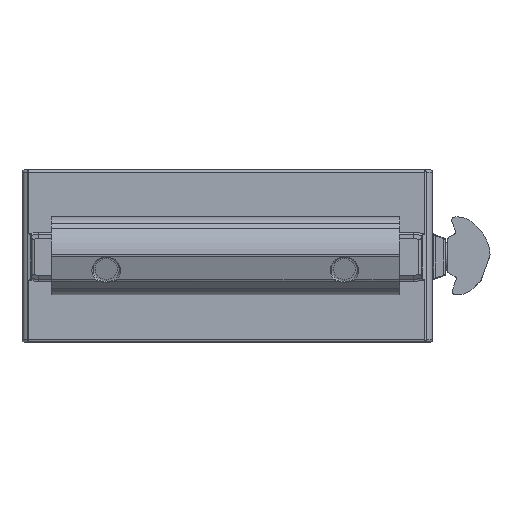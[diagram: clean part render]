
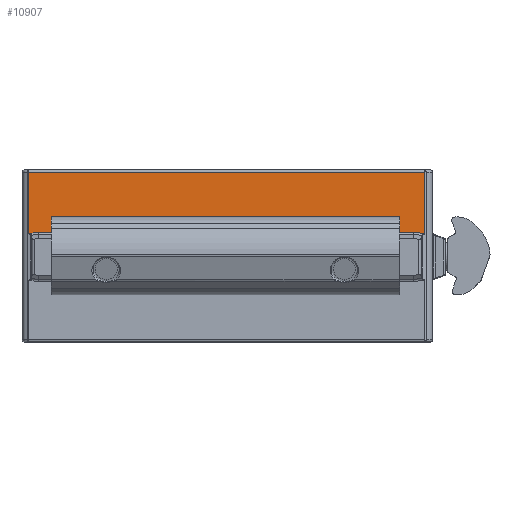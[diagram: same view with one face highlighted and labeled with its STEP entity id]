
A CAD part, left-side view. The second image highlights one B-rep face of the part: STEP entity #10907.
In plain terms, the highlighted planar face has unit normal (-1, 0, 0).
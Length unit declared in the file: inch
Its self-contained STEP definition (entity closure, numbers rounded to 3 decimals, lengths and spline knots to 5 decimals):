
#346 = CARTESIAN_POINT ( 'NONE',  ( 0., 3.60553, -0.01969 ) ) ;
#514 = EDGE_LOOP ( 'NONE', ( #13978, #2046, #8492, #1103, #13848, #7873 ) ) ;
#878 = VERTEX_POINT ( 'NONE', #14220 ) ;
#1103 = ORIENTED_EDGE ( 'NONE', *, *, #5543, .F. ) ;
#1467 = LINE ( 'NONE', #3600, #5617 ) ;
#1472 = DIRECTION ( 'NONE',  ( 0., 0.996, -0.087 ) ) ;
#1769 = EDGE_CURVE ( 'NONE', #3850, #6622, #8612, .T. ) ;
#2046 = ORIENTED_EDGE ( 'NONE', *, *, #1769, .T. ) ;
#2658 = CARTESIAN_POINT ( 'NONE',  ( 0., 3.60553, -0.56516 ) ) ;
#3600 = CARTESIAN_POINT ( 'NONE',  ( 0., -0.53314, -0.6191 ) ) ;
#3773 = DIRECTION ( 'NONE',  ( 0., 1., 0. ) ) ;
#3850 = VERTEX_POINT ( 'NONE', #9783 ) ;
#4103 = DIRECTION ( 'NONE',  ( 0., 1., 0. ) ) ;
#4428 = VECTOR ( 'NONE', #6336, 39.37008 ) ;
#4450 = AXIS2_PLACEMENT_3D ( 'NONE', #5211, #10766, #4103 ) ;
#5211 = CARTESIAN_POINT ( 'NONE',  ( 0., -1.65663, -0.99449 ) ) ;
#5543 = EDGE_CURVE ( 'NONE', #7644, #6233, #12752, .T. ) ;
#5617 = VECTOR ( 'NONE', #8099, 39.37008 ) ;
#5627 = DIRECTION ( 'NONE',  ( 0., 0., 1. ) ) ;
#5987 = EDGE_CURVE ( 'NONE', #6233, #6622, #12416, .T. ) ;
#6233 = VERTEX_POINT ( 'NONE', #2658 ) ;
#6336 = DIRECTION ( 'NONE',  ( 0., 1., 0. ) ) ;
#6622 = VERTEX_POINT ( 'NONE', #346 ) ;
#6650 = EDGE_CURVE ( 'NONE', #3850, #12269, #9343, .T. ) ;
#6921 = VECTOR ( 'NONE', #1472, 39.37008 ) ;
#6999 = CARTESIAN_POINT ( 'NONE',  ( 0., 3.51772, -0.55748 ) ) ;
#7209 = PLANE ( 'NONE',  #4450 ) ;
#7296 = LINE ( 'NONE', #11810, #4428 ) ;
#7644 = VERTEX_POINT ( 'NONE', #12245 ) ;
#7873 = ORIENTED_EDGE ( 'NONE', *, *, #8450, .F. ) ;
#8099 = DIRECTION ( 'NONE',  ( 0., 0.996, 0.087 ) ) ;
#8166 = VECTOR ( 'NONE', #5627, 39.37008 ) ;
#8450 = EDGE_CURVE ( 'NONE', #12269, #878, #1467, .T. ) ;
#8492 = ORIENTED_EDGE ( 'NONE', *, *, #5987, .F. ) ;
#8612 = LINE ( 'NONE', #10845, #9297 ) ;
#9297 = VECTOR ( 'NONE', #3773, 39.37008 ) ;
#9343 = LINE ( 'NONE', #11706, #14525 ) ;
#9783 = CARTESIAN_POINT ( 'NONE',  ( 0., 0.06837, -0.01969 ) ) ;
#10202 = EDGE_CURVE ( 'NONE', #878, #7644, #7296, .T. ) ;
#10357 = CARTESIAN_POINT ( 'NONE',  ( 0., 3.60553, -1.53543 ) ) ;
#10766 = DIRECTION ( 'NONE',  ( -1., 0., 0. ) ) ;
#10843 = FACE_OUTER_BOUND ( 'NONE', #514, .T. ) ;
#10845 = CARTESIAN_POINT ( 'NONE',  ( 0., 3.60553, -0.01969 ) ) ;
#10907 = ADVANCED_FACE ( 'NONE', ( #10843 ), #7209, .T. ) ;
#11706 = CARTESIAN_POINT ( 'NONE',  ( 0., 0.06837, -1.53543 ) ) ;
#11810 = CARTESIAN_POINT ( 'NONE',  ( 0., 0.17126, -0.55748 ) ) ;
#12245 = CARTESIAN_POINT ( 'NONE',  ( 0., 3.51772, -0.55748 ) ) ;
#12269 = VERTEX_POINT ( 'NONE', #13102 ) ;
#12416 = LINE ( 'NONE', #10357, #8166 ) ;
#12509 = DIRECTION ( 'NONE',  ( 0., 0., -1. ) ) ;
#12752 = LINE ( 'NONE', #6999, #6921 ) ;
#13102 = CARTESIAN_POINT ( 'NONE',  ( 0., 0.06837, -0.56648 ) ) ;
#13848 = ORIENTED_EDGE ( 'NONE', *, *, #10202, .F. ) ;
#13978 = ORIENTED_EDGE ( 'NONE', *, *, #6650, .F. ) ;
#14220 = CARTESIAN_POINT ( 'NONE',  ( 0., 0.17126, -0.55748 ) ) ;
#14525 = VECTOR ( 'NONE', #12509, 39.37008 ) ;
